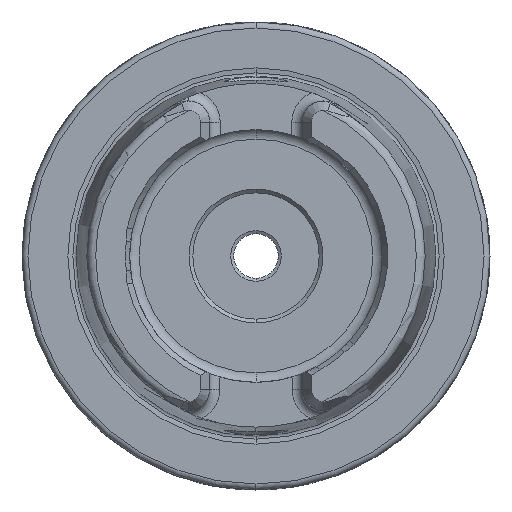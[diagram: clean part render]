
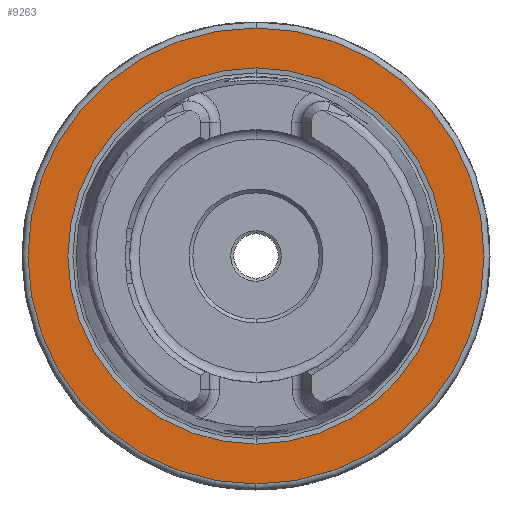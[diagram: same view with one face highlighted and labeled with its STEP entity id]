
A CAD part, left-side view. The second image highlights one B-rep face of the part: STEP entity #9263.
In plain terms, the highlighted planar face has unit normal (-1, 0, 0).
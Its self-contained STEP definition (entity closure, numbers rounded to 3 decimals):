
#640 = EDGE_LOOP ( 'NONE', ( #944, #12224 ) ) ;
#944 = ORIENTED_EDGE ( 'NONE', *, *, #4835, .T. ) ;
#1464 = DIRECTION ( 'NONE',  ( -1., 0., 0. ) ) ;
#1790 = DIRECTION ( 'NONE',  ( -1., 0., 0. ) ) ;
#1800 = DIRECTION ( 'NONE',  ( 0., 0., 1. ) ) ;
#2181 = FACE_OUTER_BOUND ( 'NONE', #640, .T. ) ;
#3619 = VERTEX_POINT ( 'NONE', #11059 ) ;
#3885 = EDGE_CURVE ( 'NONE', #5257, #6734, #10722, .T. ) ;
#4835 = EDGE_CURVE ( 'NONE', #3619, #13042, #13050, .T. ) ;
#5257 = VERTEX_POINT ( 'NONE', #9964 ) ;
#5309 = DIRECTION ( 'NONE',  ( 1., 0., 0. ) ) ;
#5568 = CARTESIAN_POINT ( 'NONE',  ( 0., 0., 0. ) ) ;
#5687 = FACE_BOUND ( 'NONE', #6275, .T. ) ;
#5745 = CARTESIAN_POINT ( 'NONE',  ( 0., 0., 25.324 ) ) ;
#6099 = AXIS2_PLACEMENT_3D ( 'NONE', #7225, #16029, #1800 ) ;
#6228 = ORIENTED_EDGE ( 'NONE', *, *, #3885, .F. ) ;
#6275 = EDGE_LOOP ( 'NONE', ( #7132, #6228 ) ) ;
#6600 = DIRECTION ( 'NONE',  ( 0., 0., 1. ) ) ;
#6734 = VERTEX_POINT ( 'NONE', #5745 ) ;
#6858 = CIRCLE ( 'NONE', #6921, 25.324 ) ;
#6921 = AXIS2_PLACEMENT_3D ( 'NONE', #9075, #1790, #14125 ) ;
#7132 = ORIENTED_EDGE ( 'NONE', *, *, #10361, .F. ) ;
#7225 = CARTESIAN_POINT ( 'NONE',  ( 0., 0., 0. ) ) ;
#7385 = AXIS2_PLACEMENT_3D ( 'NONE', #5568, #9377, #11912 ) ;
#7857 = DIRECTION ( 'NONE',  ( 0., 0., -1. ) ) ;
#9075 = CARTESIAN_POINT ( 'NONE',  ( 0., 0., 0. ) ) ;
#9263 = ADVANCED_FACE ( 'NONE', ( #5687, #2181 ), #11563, .F. ) ;
#9377 = DIRECTION ( 'NONE',  ( -1., 0., 0. ) ) ;
#9459 = CIRCLE ( 'NONE', #13948, 30.7 ) ;
#9964 = CARTESIAN_POINT ( 'NONE',  ( 0., 0., -25.324 ) ) ;
#10361 = EDGE_CURVE ( 'NONE', #6734, #5257, #6858, .T. ) ;
#10722 = CIRCLE ( 'NONE', #6099, 25.324 ) ;
#11059 = CARTESIAN_POINT ( 'NONE',  ( 0., 0., 30.7 ) ) ;
#11563 = PLANE ( 'NONE',  #13480 ) ;
#11912 = DIRECTION ( 'NONE',  ( 0., 0., 1. ) ) ;
#12224 = ORIENTED_EDGE ( 'NONE', *, *, #14847, .T. ) ;
#12891 = CARTESIAN_POINT ( 'NONE',  ( 0., 30.7, 0. ) ) ;
#13042 = VERTEX_POINT ( 'NONE', #13551 ) ;
#13050 = CIRCLE ( 'NONE', #7385, 30.7 ) ;
#13480 = AXIS2_PLACEMENT_3D ( 'NONE', #12891, #5309, #7857 ) ;
#13551 = CARTESIAN_POINT ( 'NONE',  ( 0., 0., -30.7 ) ) ;
#13948 = AXIS2_PLACEMENT_3D ( 'NONE', #14173, #1464, #6600 ) ;
#14125 = DIRECTION ( 'NONE',  ( 0., 0., 1. ) ) ;
#14173 = CARTESIAN_POINT ( 'NONE',  ( 0., 0., 0. ) ) ;
#14847 = EDGE_CURVE ( 'NONE', #13042, #3619, #9459, .T. ) ;
#16029 = DIRECTION ( 'NONE',  ( -1., 0., 0. ) ) ;
